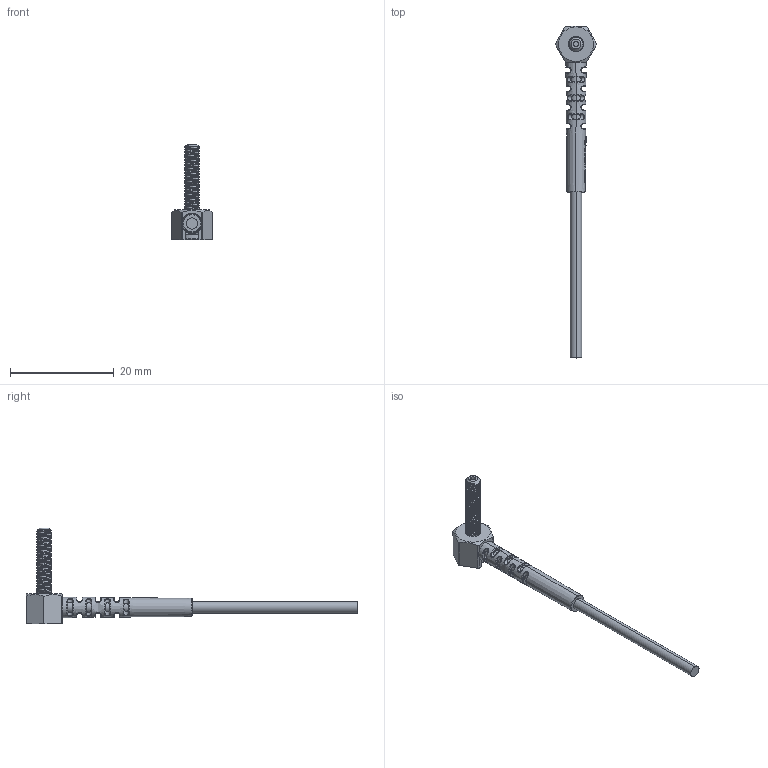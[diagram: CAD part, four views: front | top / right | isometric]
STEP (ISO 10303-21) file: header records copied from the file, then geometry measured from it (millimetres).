
FILE_DESCRIPTION((''),'2;1');
FILE_NAME('PT3Y10TZR_ASM','2020-06-10T14:01:04',('Administrator'),(''),'CREO PARAMETRIC BY PTC INC, 2018400','CREO PARAMETRIC BY PTC INC, 2018400','');
FILE_SCHEMA(('AUTOMOTIVE_DESIGN { 1 0 10303 214 1 1 1 1 }'));
Length unit declared in the file: millimetre
Products named in the file (5): M3-900; 22XIAN_DAN_; PTM3M4-22__; 22-DANXIAN__ASM; PT3Y10TZR_ASM
Assembly tree (4 placements, depth 3):
  PT3Y10TZR_ASM
    M3-900
    22-DANXIAN__ASM
      22XIAN_DAN_
      PTM3M4-22__
Bounding box: 7.99 x 64 x 18.5 mm (x, y, z)
Volume: 580.7 mm3; surface area: 1507.3 mm2
Topology: 4 solids, 4 shells, 289 faces, 747 edges, 476 vertices
Faces by surface type: bspline 95, cylinder 77, plane 65, torus 34, cone 18
Entity records: 22267 total; most frequent: CARTESIAN_POINT 14353, ORIENTED_EDGE 1494, DIRECTION 1014, EDGE_CURVE 747, VERTEX_POINT 476, PRESENTATION_STYLE_ASSIGNMENT 462, STYLED_ITEM 462, CURVE_STYLE 460
